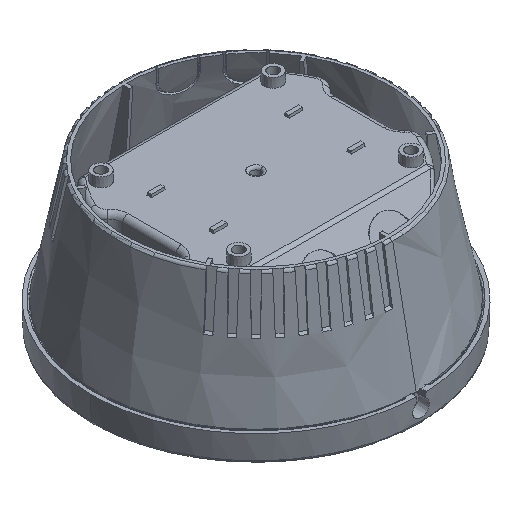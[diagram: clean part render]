
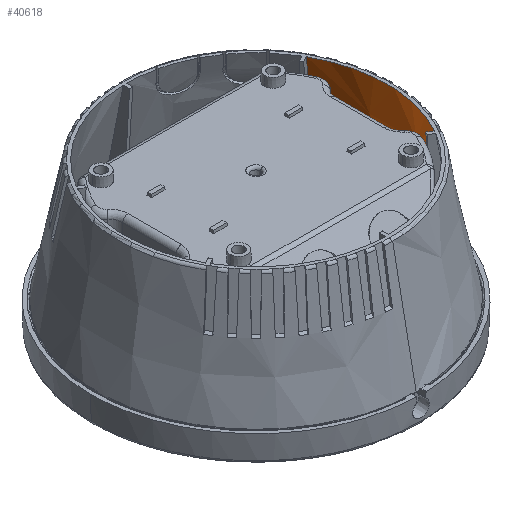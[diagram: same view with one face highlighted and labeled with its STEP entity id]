
A CAD part, isometric view. The second image highlights one B-rep face of the part: STEP entity #40618.
In plain terms, the highlighted conical face has half-angle 11.156 degrees and reference radius 54.245 mm.
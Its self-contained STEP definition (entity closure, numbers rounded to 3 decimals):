
#4126 = VERTEX_POINT ( 'NONE', #8926 ) ;
#4923 = CARTESIAN_POINT ( 'NONE',  ( 53.59, -225.166, 15.226 ) ) ;
#5249 = CARTESIAN_POINT ( 'NONE',  ( 50.988, -278.316, 30.502 ) ) ;
#5552 = CARTESIAN_POINT ( 'NONE',  ( 48.386, -276.797, 45.778 ) ) ;
#7393 = CARTESIAN_POINT ( 'NONE',  ( 60.408, -272.233, -0.05 ) ) ;
#7479 = EDGE_CURVE ( 'NONE', #40962, #4126, #11470, .T. ) ;
#8187 = ORIENTED_EDGE ( 'NONE', *, *, #27241, .F. ) ;
#8926 = CARTESIAN_POINT ( 'NONE',  ( 56.193, -223.647, -0.05 ) ) ;
#9330 = CARTESIAN_POINT ( 'NONE',  ( 48.386, -276.797, 45.778 ) ) ;
#9876 = CARTESIAN_POINT ( 'NONE',  ( 54.183, -244.038, 45.778 ) ) ;
#11425 = B_SPLINE_CURVE_WITH_KNOTS ( 'NONE', 3,
 ( #9330, #5249, #24862, #20271 ),
 .UNSPECIFIED., .F., .F.,
 ( 4, 4 ),
 ( 0., 1. ),
 .UNSPECIFIED. ) ;
#11470 = B_SPLINE_CURVE_WITH_KNOTS ( 'NONE', 3,
 ( #47099, #47333, #11698, #7393, #35613, #31308, #35375, #16023, #50426, #22906, #39179, #42787, #38691, #15774, #15280, #19091, #46847, #19582 ),
 .UNSPECIFIED., .F., .F.,
 ( 4, 2, 2, 2, 2, 2, 2, 2, 4 ),
 ( 0., 0.125, 0.25, 0.375, 0.5, 0.625, 0.75, 0.875, 1. ),
 .UNSPECIFIED. ) ;
#11698 = CARTESIAN_POINT ( 'NONE',  ( 58.519, -276.897, -0.05 ) ) ;
#13446 = CARTESIAN_POINT ( 'NONE',  ( 50.453, -273.106, 45.778 ) ) ;
#14952 = ORIENTED_EDGE ( 'NONE', *, *, #16030, .T. ) ;
#15280 = CARTESIAN_POINT ( 'NONE',  ( 60.408, -232.767, -0.05 ) ) ;
#15348 = CARTESIAN_POINT ( 'NONE',  ( 5., -252.5, 22.864 ) ) ;
#15774 = CARTESIAN_POINT ( 'NONE',  ( 61.201, -235.151, -0.05 ) ) ;
#16023 = CARTESIAN_POINT ( 'NONE',  ( 63.602, -257.523, -0.05 ) ) ;
#16030 = EDGE_CURVE ( 'NONE', #43657, #38599, #24169, .T. ) ;
#16522 = CARTESIAN_POINT ( 'NONE',  ( 52.046, -235.851, 45.778 ) ) ;
#18656 = FACE_OUTER_BOUND ( 'NONE', #35765, .T. ) ;
#19030 = CARTESIAN_POINT ( 'NONE',  ( 48.386, -228.203, 45.778 ) ) ;
#19091 = CARTESIAN_POINT ( 'NONE',  ( 58.519, -228.103, -0.05 ) ) ;
#19582 = CARTESIAN_POINT ( 'NONE',  ( 56.193, -223.647, -0.05 ) ) ;
#20195 = EDGE_CURVE ( 'NONE', #4126, #38599, #45651, .T. ) ;
#20271 = CARTESIAN_POINT ( 'NONE',  ( 56.193, -281.353, -0.05 ) ) ;
#20828 = CARTESIAN_POINT ( 'NONE',  ( 54.726, -256.731, 45.778 ) ) ;
#22608 = CARTESIAN_POINT ( 'NONE',  ( 56.193, -223.647, -0.05 ) ) ;
#22906 = CARTESIAN_POINT ( 'NONE',  ( 63.763, -249.984, -0.05 ) ) ;
#22971 = ORIENTED_EDGE ( 'NONE', *, *, #7479, .F. ) ;
#23156 = ORIENTED_EDGE ( 'NONE', *, *, #20195, .F. ) ;
#24169 = B_SPLINE_CURVE_WITH_KNOTS ( 'NONE', 3,
 ( #5552, #13446, #28978, #28471, #20828, #24651, #9876, #16522, #28722, #44519 ),
 .UNSPECIFIED., .F., .F.,
 ( 4, 2, 2, 2, 4 ),
 ( 0., 0.25, 0.5, 0.75, 1. ),
 .UNSPECIFIED. ) ;
#24651 = CARTESIAN_POINT ( 'NONE',  ( 54.726, -248.269, 45.778 ) ) ;
#24862 = CARTESIAN_POINT ( 'NONE',  ( 53.59, -279.834, 15.226 ) ) ;
#27241 = EDGE_CURVE ( 'NONE', #43657, #40962, #11425, .T. ) ;
#28471 = CARTESIAN_POINT ( 'NONE',  ( 54.183, -260.962, 45.778 ) ) ;
#28722 = CARTESIAN_POINT ( 'NONE',  ( 50.453, -231.894, 45.778 ) ) ;
#28978 = CARTESIAN_POINT ( 'NONE',  ( 52.046, -269.149, 45.778 ) ) ;
#30506 = CONICAL_SURFACE ( 'NONE', #46784, 54.245, 0.195 ) ;
#31308 = CARTESIAN_POINT ( 'NONE',  ( 62.478, -264.981, -0.05 ) ) ;
#34203 = DIRECTION ( 'NONE',  ( 0., 1., 0. ) ) ;
#35375 = CARTESIAN_POINT ( 'NONE',  ( 62.958, -262.515, -0.05 ) ) ;
#35613 = CARTESIAN_POINT ( 'NONE',  ( 61.201, -269.849, -0.05 ) ) ;
#35765 = EDGE_LOOP ( 'NONE', ( #23156, #22971, #8187, #14952 ) ) ;
#38599 = VERTEX_POINT ( 'NONE', #40399 ) ;
#38631 = CARTESIAN_POINT ( 'NONE',  ( 50.988, -226.684, 30.502 ) ) ;
#38691 = CARTESIAN_POINT ( 'NONE',  ( 62.478, -240.019, -0.05 ) ) ;
#39179 = CARTESIAN_POINT ( 'NONE',  ( 63.602, -247.477, -0.05 ) ) ;
#40121 = CARTESIAN_POINT ( 'NONE',  ( 48.386, -276.797, 45.778 ) ) ;
#40399 = CARTESIAN_POINT ( 'NONE',  ( 48.386, -228.203, 45.778 ) ) ;
#40618 = ADVANCED_FACE ( 'NONE', ( #18656 ), #30506, .F. ) ;
#40962 = VERTEX_POINT ( 'NONE', #46860 ) ;
#42787 = CARTESIAN_POINT ( 'NONE',  ( 62.958, -242.485, -0.05 ) ) ;
#43657 = VERTEX_POINT ( 'NONE', #40121 ) ;
#44519 = CARTESIAN_POINT ( 'NONE',  ( 48.386, -228.203, 45.778 ) ) ;
#45651 = B_SPLINE_CURVE_WITH_KNOTS ( 'NONE', 3,
 ( #22608, #4923, #38631, #19030 ),
 .UNSPECIFIED., .F., .F.,
 ( 4, 4 ),
 ( 0., 1. ),
 .UNSPECIFIED. ) ;
#46672 = DIRECTION ( 'NONE',  ( 0., 0., -1. ) ) ;
#46784 = AXIS2_PLACEMENT_3D ( 'NONE', #15348, #46672, #34203 ) ;
#46847 = CARTESIAN_POINT ( 'NONE',  ( 57.428, -225.84, -0.05 ) ) ;
#46860 = CARTESIAN_POINT ( 'NONE',  ( 56.193, -281.353, -0.05 ) ) ;
#47099 = CARTESIAN_POINT ( 'NONE',  ( 56.193, -281.353, -0.05 ) ) ;
#47333 = CARTESIAN_POINT ( 'NONE',  ( 57.428, -279.16, -0.05 ) ) ;
#50426 = CARTESIAN_POINT ( 'NONE',  ( 63.763, -255.016, -0.05 ) ) ;
